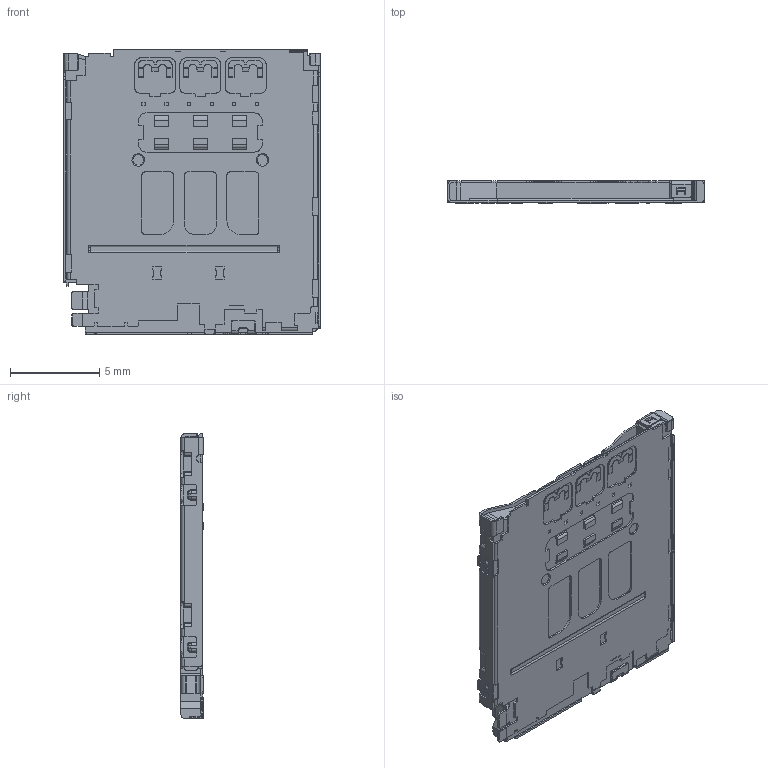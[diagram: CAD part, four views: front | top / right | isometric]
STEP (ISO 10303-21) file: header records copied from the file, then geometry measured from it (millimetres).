
FILE_DESCRIPTION (( 'STEP AP214' ), '1' );
FILE_NAME ('User Library-SF56S006V4BR2000.STEP', '2017-10-03T09:14:03', ( 'Windows User' ), ( '' ), 'SwSTEP 2.0', 'SolidWorks 2017', '' );
FILE_SCHEMA (( 'AUTOMOTIVE_DESIGN' ));
Length unit declared in the file: millimetre
Products named in the file (1): User Library-SF56S006V4BR2000
Bounding box: 14.4 x 1.25 x 16 mm (x, y, z)
Volume: 253.8 mm3; surface area: 569.4 mm2
Topology: 1 solids, 1 shells, 1058 faces, 2939 edges, 1925 vertices
Faces by surface type: plane 610, cylinder 388, bspline 42, cone 18
Entity records: 35350 total; most frequent: CARTESIAN_POINT 9849, ORIENTED_EDGE 5878, DIRECTION 4393, EDGE_CURVE 2939, VERTEX_POINT 1925, LINE 1831, VECTOR 1831, AXIS2_PLACEMENT_3D 1281
